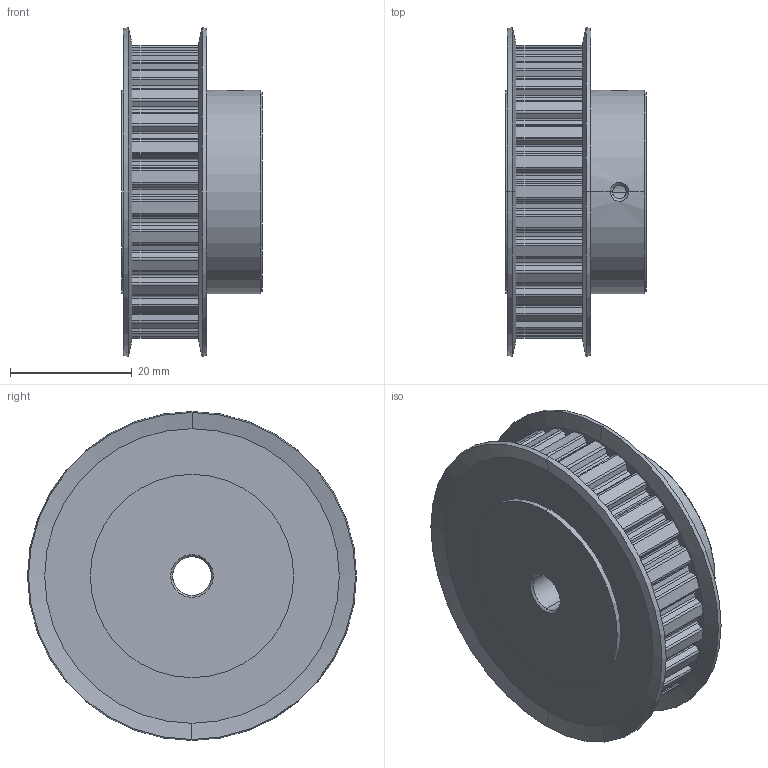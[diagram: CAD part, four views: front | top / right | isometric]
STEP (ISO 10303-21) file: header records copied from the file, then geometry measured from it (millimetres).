
FILE_DESCRIPTION (( 'STEP AP214' ), '1' );
FILE_NAME ('APB30XL037BF-250.step', '2015-04-08T20:58:49', ( '' ), ( '' ), 'SwSTEP 2.0', 'SolidWorks 2014', '' );
FILE_SCHEMA (( 'AUTOMOTIVE_DESIGN' ));
Length unit declared in the file: millimetre
Products named in the file (1): APB30XL037BF-250
Bounding box: 23.01 x 53.98 x 53.98 mm (x, y, z)
Volume: 30944.9 mm3; surface area: 9735.4 mm2
Topology: 1 solids, 1 shells, 297 faces, 860 edges, 567 vertices
Faces by surface type: cylinder 179, plane 96, cone 18, bspline 4
Entity records: 12027 total; most frequent: CARTESIAN_POINT 3842, DIRECTION 1801, ORIENTED_EDGE 1720, EDGE_CURVE 860, AXIS2_PLACEMENT_3D 666, VERTEX_POINT 567, VECTOR 469, LINE 469
